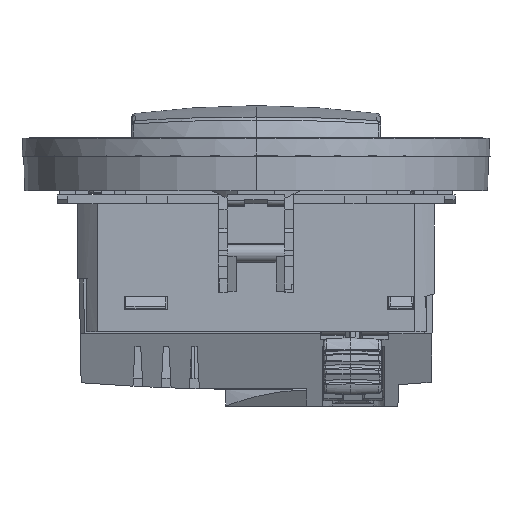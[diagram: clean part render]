
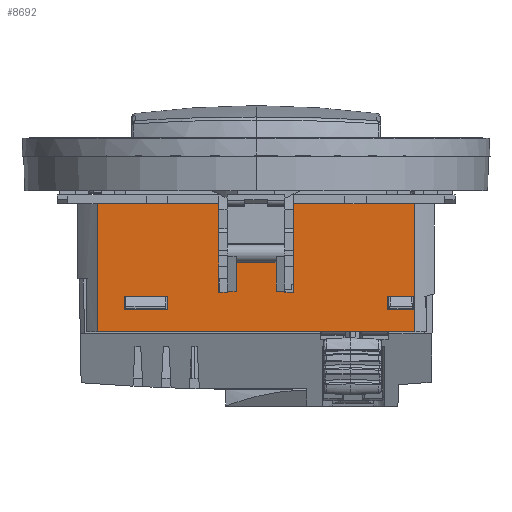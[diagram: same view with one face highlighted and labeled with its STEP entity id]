
A CAD part, front view. The second image highlights one B-rep face of the part: STEP entity #8692.
In plain terms, the highlighted face is planar.
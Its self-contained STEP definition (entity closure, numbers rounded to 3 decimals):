
#8622=AXIS2_PLACEMENT_3D('Plane Axis2P3D',#8619,#8620,#8621) ;
#3845=CARTESIAN_POINT('Vertex',(20.163,4.25,-10.)) ;
#3848=CARTESIAN_POINT('Line Origine',(20.163,4.25,-5.)) ;
#3852=CARTESIAN_POINT('Vertex',(20.163,4.25,0.)) ;
#7253=CARTESIAN_POINT('Vertex',(20.163,17.958,-14.5)) ;
#7256=CARTESIAN_POINT('Line Origine',(20.163,0.,-14.5)) ;
#7260=CARTESIAN_POINT('Vertex',(20.163,-17.958,-14.5)) ;
#7488=CARTESIAN_POINT('Vertex',(20.163,17.958,0.)) ;
#7491=CARTESIAN_POINT('Line Origine',(20.163,17.958,-7.25)) ;
#7744=CARTESIAN_POINT('Vertex',(20.163,3.25,-10.)) ;
#7747=CARTESIAN_POINT('Line Origine',(20.163,3.75,-10.)) ;
#7817=CARTESIAN_POINT('Vertex',(20.163,3.25,-9.89)) ;
#7820=CARTESIAN_POINT('Line Origine',(20.163,3.25,-9.945)) ;
#7868=CARTESIAN_POINT('Vertex',(20.163,-3.25,-10.)) ;
#7871=CARTESIAN_POINT('Line Origine',(20.163,-3.25,-9.945)) ;
#7875=CARTESIAN_POINT('Vertex',(20.163,-3.25,-9.89)) ;
#7944=CARTESIAN_POINT('Vertex',(20.163,-4.25,-10.)) ;
#7947=CARTESIAN_POINT('Line Origine',(20.163,-3.75,-10.)) ;
#7975=CARTESIAN_POINT('Vertex',(20.163,-4.25,0.)) ;
#7978=CARTESIAN_POINT('Line Origine',(20.163,-4.25,-5.)) ;
#8346=CARTESIAN_POINT('Line Origine',(20.163,-17.958,-7.25)) ;
#8350=CARTESIAN_POINT('Vertex',(20.163,-17.958,0.)) ;
#8417=CARTESIAN_POINT('Vertex',(20.163,-10.,-12.)) ;
#8420=CARTESIAN_POINT('Line Origine',(20.163,-10.,-11.25)) ;
#8424=CARTESIAN_POINT('Vertex',(20.163,-10.,-10.5)) ;
#8448=CARTESIAN_POINT('Vertex',(20.163,-14.9,-12.)) ;
#8451=CARTESIAN_POINT('Line Origine',(20.163,-12.45,-12.)) ;
#8467=CARTESIAN_POINT('Vertex',(20.163,-14.9,-10.5)) ;
#8470=CARTESIAN_POINT('Line Origine',(20.163,-14.9,-11.25)) ;
#8487=CARTESIAN_POINT('Line Origine',(20.163,-12.45,-10.5)) ;
#8503=CARTESIAN_POINT('Vertex',(20.163,17.85,-10.5)) ;
#8506=CARTESIAN_POINT('Line Origine',(20.163,16.375,-10.5)) ;
#8510=CARTESIAN_POINT('Vertex',(20.163,14.9,-10.5)) ;
#8530=CARTESIAN_POINT('Vertex',(20.163,17.85,-12.)) ;
#8533=CARTESIAN_POINT('Line Origine',(20.163,17.85,-11.25)) ;
#8549=CARTESIAN_POINT('Vertex',(20.163,14.9,-12.)) ;
#8552=CARTESIAN_POINT('Line Origine',(20.163,16.375,-12.)) ;
#8565=CARTESIAN_POINT('Line Origine',(20.163,14.9,-11.25)) ;
#8587=CARTESIAN_POINT('Line Origine',(20.163,11.104,0.)) ;
#8619=CARTESIAN_POINT('Axis2P3D Location',(20.163,-17.958,0.)) ;
#8624=CARTESIAN_POINT('Line Origine',(20.163,2.75,-9.89)) ;
#8628=CARTESIAN_POINT('Vertex',(20.163,2.25,-9.89)) ;
#8631=CARTESIAN_POINT('Line Origine',(20.163,2.25,-8.281)) ;
#8635=CARTESIAN_POINT('Vertex',(20.163,2.25,-6.673)) ;
#8638=CARTESIAN_POINT('Line Origine',(20.163,0.,-6.673)) ;
#8642=CARTESIAN_POINT('Vertex',(20.163,-2.25,-6.673)) ;
#8645=CARTESIAN_POINT('Line Origine',(20.163,-2.25,-8.281)) ;
#8649=CARTESIAN_POINT('Vertex',(20.163,-2.25,-9.89)) ;
#8652=CARTESIAN_POINT('Line Origine',(20.163,-2.75,-9.89)) ;
#8657=CARTESIAN_POINT('Line Origine',(20.163,-11.104,0.)) ;
#3849=DIRECTION('Vector Direction',(0.,0.,1.)) ;
#7257=DIRECTION('Vector Direction',(0.,1.,0.)) ;
#7492=DIRECTION('Vector Direction',(0.,0.,1.)) ;
#7748=DIRECTION('Vector Direction',(0.,-1.,0.)) ;
#7821=DIRECTION('Vector Direction',(0.,0.,-1.)) ;
#7872=DIRECTION('Vector Direction',(0.,0.,-1.)) ;
#7948=DIRECTION('Vector Direction',(0.,-1.,0.)) ;
#7979=DIRECTION('Vector Direction',(0.,0.,1.)) ;
#8347=DIRECTION('Vector Direction',(0.,0.,1.)) ;
#8421=DIRECTION('Vector Direction',(0.,0.,1.)) ;
#8452=DIRECTION('Vector Direction',(0.,-1.,0.)) ;
#8471=DIRECTION('Vector Direction',(0.,0.,-1.)) ;
#8488=DIRECTION('Vector Direction',(0.,1.,0.)) ;
#8507=DIRECTION('Vector Direction',(0.,1.,0.)) ;
#8534=DIRECTION('Vector Direction',(0.,0.,1.)) ;
#8553=DIRECTION('Vector Direction',(0.,-1.,0.)) ;
#8566=DIRECTION('Vector Direction',(0.,0.,1.)) ;
#8588=DIRECTION('Vector Direction',(0.,1.,0.)) ;
#8620=DIRECTION('Axis2P3D Direction',(-1.,0.,0.)) ;
#8621=DIRECTION('Axis2P3D XDirection',(0.,1.,0.)) ;
#8625=DIRECTION('Vector Direction',(0.,-1.,0.)) ;
#8632=DIRECTION('Vector Direction',(0.,0.,-1.)) ;
#8639=DIRECTION('Vector Direction',(0.,1.,0.)) ;
#8646=DIRECTION('Vector Direction',(0.,0.,-1.)) ;
#8653=DIRECTION('Vector Direction',(0.,-1.,0.)) ;
#8658=DIRECTION('Vector Direction',(0.,1.,0.)) ;
#3850=VECTOR('Line Direction',#3849,1.) ;
#7258=VECTOR('Line Direction',#7257,1.) ;
#7493=VECTOR('Line Direction',#7492,1.) ;
#7749=VECTOR('Line Direction',#7748,1.) ;
#7822=VECTOR('Line Direction',#7821,1.) ;
#7873=VECTOR('Line Direction',#7872,1.) ;
#7949=VECTOR('Line Direction',#7948,1.) ;
#7980=VECTOR('Line Direction',#7979,1.) ;
#8348=VECTOR('Line Direction',#8347,1.) ;
#8422=VECTOR('Line Direction',#8421,1.) ;
#8453=VECTOR('Line Direction',#8452,1.) ;
#8472=VECTOR('Line Direction',#8471,1.) ;
#8489=VECTOR('Line Direction',#8488,1.) ;
#8508=VECTOR('Line Direction',#8507,1.) ;
#8535=VECTOR('Line Direction',#8534,1.) ;
#8554=VECTOR('Line Direction',#8553,1.) ;
#8567=VECTOR('Line Direction',#8566,1.) ;
#8589=VECTOR('Line Direction',#8588,1.) ;
#8626=VECTOR('Line Direction',#8625,1.) ;
#8633=VECTOR('Line Direction',#8632,1.) ;
#8640=VECTOR('Line Direction',#8639,1.) ;
#8647=VECTOR('Line Direction',#8646,1.) ;
#8654=VECTOR('Line Direction',#8653,1.) ;
#8659=VECTOR('Line Direction',#8658,1.) ;
#8663=ORIENTED_EDGE('',*,*,#7824,.T.) ;
#8664=ORIENTED_EDGE('',*,*,#8630,.T.) ;
#8665=ORIENTED_EDGE('',*,*,#8637,.F.) ;
#8666=ORIENTED_EDGE('',*,*,#8644,.F.) ;
#8667=ORIENTED_EDGE('',*,*,#8651,.T.) ;
#8668=ORIENTED_EDGE('',*,*,#8656,.T.) ;
#8669=ORIENTED_EDGE('',*,*,#7877,.F.) ;
#8670=ORIENTED_EDGE('',*,*,#7951,.T.) ;
#8671=ORIENTED_EDGE('',*,*,#7982,.T.) ;
#8672=ORIENTED_EDGE('',*,*,#8661,.F.) ;
#8673=ORIENTED_EDGE('',*,*,#8352,.T.) ;
#8674=ORIENTED_EDGE('',*,*,#7262,.T.) ;
#8675=ORIENTED_EDGE('',*,*,#7495,.F.) ;
#8676=ORIENTED_EDGE('',*,*,#8591,.F.) ;
#8677=ORIENTED_EDGE('',*,*,#3854,.F.) ;
#8678=ORIENTED_EDGE('',*,*,#7751,.T.) ;
#8681=ORIENTED_EDGE('',*,*,#8537,.F.) ;
#8682=ORIENTED_EDGE('',*,*,#8556,.T.) ;
#8683=ORIENTED_EDGE('',*,*,#8569,.T.) ;
#8684=ORIENTED_EDGE('',*,*,#8512,.T.) ;
#8687=ORIENTED_EDGE('',*,*,#8426,.F.) ;
#8688=ORIENTED_EDGE('',*,*,#8455,.T.) ;
#8689=ORIENTED_EDGE('',*,*,#8474,.F.) ;
#8690=ORIENTED_EDGE('',*,*,#8491,.T.) ;
#8685=FACE_BOUND('',#8680,.T.) ;
#8691=FACE_BOUND('',#8686,.T.) ;
#8692=ADVANCED_FACE('COUVERCLE',(#8679,#8685,#8691),#8623,.F.) ;
#3854=EDGE_CURVE('',#3846,#3853,#3851,.T.) ;
#7262=EDGE_CURVE('',#7261,#7254,#7259,.T.) ;
#7495=EDGE_CURVE('',#7489,#7254,#7494,.F.) ;
#7751=EDGE_CURVE('',#3846,#7745,#7750,.T.) ;
#7824=EDGE_CURVE('',#7745,#7818,#7823,.F.) ;
#7877=EDGE_CURVE('',#7869,#7876,#7874,.F.) ;
#7951=EDGE_CURVE('',#7869,#7945,#7950,.T.) ;
#7982=EDGE_CURVE('',#7945,#7976,#7981,.T.) ;
#8352=EDGE_CURVE('',#8351,#7261,#8349,.F.) ;
#8426=EDGE_CURVE('',#8418,#8425,#8423,.T.) ;
#8455=EDGE_CURVE('',#8418,#8449,#8454,.T.) ;
#8474=EDGE_CURVE('',#8468,#8449,#8473,.T.) ;
#8491=EDGE_CURVE('',#8468,#8425,#8490,.T.) ;
#8512=EDGE_CURVE('',#8511,#8504,#8509,.T.) ;
#8537=EDGE_CURVE('',#8531,#8504,#8536,.T.) ;
#8556=EDGE_CURVE('',#8531,#8550,#8555,.T.) ;
#8569=EDGE_CURVE('',#8550,#8511,#8568,.T.) ;
#8591=EDGE_CURVE('',#3853,#7489,#8590,.T.) ;
#8630=EDGE_CURVE('',#7818,#8629,#8627,.T.) ;
#8637=EDGE_CURVE('',#8636,#8629,#8634,.T.) ;
#8644=EDGE_CURVE('',#8643,#8636,#8641,.T.) ;
#8651=EDGE_CURVE('',#8643,#8650,#8648,.T.) ;
#8656=EDGE_CURVE('',#8650,#7876,#8655,.T.) ;
#8661=EDGE_CURVE('',#8351,#7976,#8660,.T.) ;
#8662=EDGE_LOOP('',(#8663,#8664,#8665,#8666,#8667,#8668,#8669,#8670,#8671,#8672,#8673,#8674,#8675,#8676,#8677,#8678)) ;
#8680=EDGE_LOOP('',(#8681,#8682,#8683,#8684)) ;
#8686=EDGE_LOOP('',(#8687,#8688,#8689,#8690)) ;
#8679=FACE_OUTER_BOUND('',#8662,.T.) ;
#3851=LINE('Line',#3848,#3850) ;
#7259=LINE('Line',#7256,#7258) ;
#7494=LINE('Line',#7491,#7493) ;
#7750=LINE('Line',#7747,#7749) ;
#7823=LINE('Line',#7820,#7822) ;
#7874=LINE('Line',#7871,#7873) ;
#7950=LINE('Line',#7947,#7949) ;
#7981=LINE('Line',#7978,#7980) ;
#8349=LINE('Line',#8346,#8348) ;
#8423=LINE('Line',#8420,#8422) ;
#8454=LINE('Line',#8451,#8453) ;
#8473=LINE('Line',#8470,#8472) ;
#8490=LINE('Line',#8487,#8489) ;
#8509=LINE('Line',#8506,#8508) ;
#8536=LINE('Line',#8533,#8535) ;
#8555=LINE('Line',#8552,#8554) ;
#8568=LINE('Line',#8565,#8567) ;
#8590=LINE('Line',#8587,#8589) ;
#8627=LINE('Line',#8624,#8626) ;
#8634=LINE('Line',#8631,#8633) ;
#8641=LINE('Line',#8638,#8640) ;
#8648=LINE('Line',#8645,#8647) ;
#8655=LINE('Line',#8652,#8654) ;
#8660=LINE('Line',#8657,#8659) ;
#8623=PLANE('',#8622) ;
#3846=VERTEX_POINT('',#3845) ;
#3853=VERTEX_POINT('',#3852) ;
#7254=VERTEX_POINT('',#7253) ;
#7261=VERTEX_POINT('',#7260) ;
#7489=VERTEX_POINT('',#7488) ;
#7745=VERTEX_POINT('',#7744) ;
#7818=VERTEX_POINT('',#7817) ;
#7869=VERTEX_POINT('',#7868) ;
#7876=VERTEX_POINT('',#7875) ;
#7945=VERTEX_POINT('',#7944) ;
#7976=VERTEX_POINT('',#7975) ;
#8351=VERTEX_POINT('',#8350) ;
#8418=VERTEX_POINT('',#8417) ;
#8425=VERTEX_POINT('',#8424) ;
#8449=VERTEX_POINT('',#8448) ;
#8468=VERTEX_POINT('',#8467) ;
#8504=VERTEX_POINT('',#8503) ;
#8511=VERTEX_POINT('',#8510) ;
#8531=VERTEX_POINT('',#8530) ;
#8550=VERTEX_POINT('',#8549) ;
#8629=VERTEX_POINT('',#8628) ;
#8636=VERTEX_POINT('',#8635) ;
#8643=VERTEX_POINT('',#8642) ;
#8650=VERTEX_POINT('',#8649) ;
